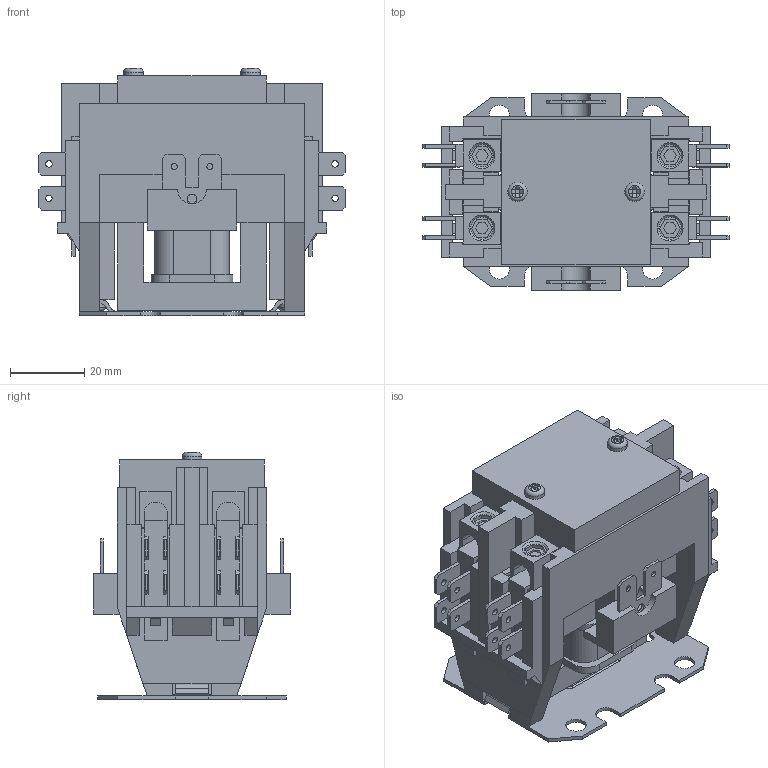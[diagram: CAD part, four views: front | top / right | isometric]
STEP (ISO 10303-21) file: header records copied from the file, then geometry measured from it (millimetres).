
FILE_DESCRIPTION(/* description */ ('Definite Purpose Contactor - 2 Pole, 40A, 120VAC'),/* implementation_level */ '2;1');
FILE_NAME(/* name */ '280-D40N2XAD.stp',/* time_stamp */ '2020-04-11T17:48:55+05:00',/* author */ ('RSudarshanam'),/* organization */ (''),/* preprocessor_version */ 'ST-DEVELOPER v18',/* originating_system */ 'Autodesk Inventor 2020',/* authorisation */ '');
FILE_SCHEMA (('AUTOMOTIVE_DESIGN { 1 0 10303 214 3 1 1 }'));
Length unit declared in the file: millimetre
Products named in the file (1): 12C20030X01
Bounding box: 82.8 x 52.85 x 66.5 mm (x, y, z)
Volume: 81286.1 mm3; surface area: 48269.3 mm2
Topology: 9 solids, 10 shells, 876 faces, 2440 edges, 1568 vertices
Faces by surface type: plane 768, cylinder 92, torus 12, cone 4
Full cylindrical faces by diameter (mm): 1.65 x4, 1.75 x16, 2.5 x2, 4 x2, 5.25 x4, 5.5 x4
Entity records: 28682 total; most frequent: CARTESIAN_POINT 5049, ORIENTED_EDGE 4880, DIRECTION 4446, EDGE_CURVE 2440, LINE 2148, VECTOR 2148, VERTEX_POINT 1568, AXIS2_PLACEMENT_3D 1149
